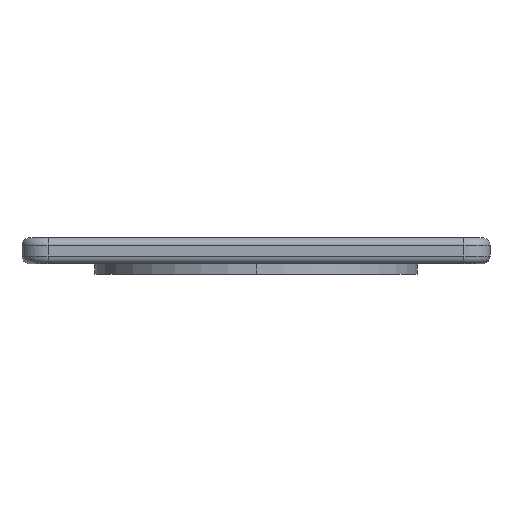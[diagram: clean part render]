
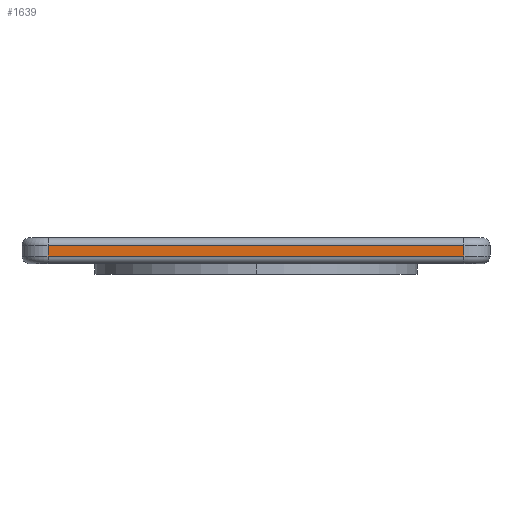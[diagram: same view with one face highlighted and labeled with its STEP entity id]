
A CAD part, left-side view. The second image highlights one B-rep face of the part: STEP entity #1639.
In plain terms, the highlighted planar face has unit normal (-1, 0, 0).
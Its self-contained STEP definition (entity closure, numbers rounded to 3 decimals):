
#127 = LINE ( 'NONE', #5202, #11633 ) ;
#145 = EDGE_LOOP ( 'NONE', ( #9631, #12782, #11959, #5844 ) ) ;
#146 = VERTEX_POINT ( 'NONE', #10754 ) ;
#1430 = FACE_OUTER_BOUND ( 'NONE', #145, .T. ) ;
#1639 = ADVANCED_FACE ( 'NONE', ( #1430 ), #4476, .F. ) ;
#1768 = DIRECTION ( 'NONE',  ( 1., 0., 0. ) ) ;
#2704 = CARTESIAN_POINT ( 'NONE',  ( -45., 45., 3.5 ) ) ;
#2783 = EDGE_CURVE ( 'NONE', #7242, #146, #4319, .T. ) ;
#4111 = DIRECTION ( 'NONE',  ( 0., 0., 1. ) ) ;
#4298 = AXIS2_PLACEMENT_3D ( 'NONE', #7571, #1768, #8890 ) ;
#4319 = LINE ( 'NONE', #2704, #4682 ) ;
#4476 = PLANE ( 'NONE',  #4298 ) ;
#4682 = VECTOR ( 'NONE', #12389, 1000. ) ;
#5168 = CARTESIAN_POINT ( 'NONE',  ( -45., -40., 1.5 ) ) ;
#5202 = CARTESIAN_POINT ( 'NONE',  ( -45., 40., 5. ) ) ;
#5844 = ORIENTED_EDGE ( 'NONE', *, *, #6832, .T. ) ;
#6016 = EDGE_CURVE ( 'NONE', #146, #12523, #127, .T. ) ;
#6769 = DIRECTION ( 'NONE',  ( 0., -1., 0. ) ) ;
#6832 = EDGE_CURVE ( 'NONE', #10494, #7242, #11241, .T. ) ;
#7242 = VERTEX_POINT ( 'NONE', #12774 ) ;
#7571 = CARTESIAN_POINT ( 'NONE',  ( -45., -45., 5. ) ) ;
#8890 = DIRECTION ( 'NONE',  ( 0., 1., 0. ) ) ;
#9228 = DIRECTION ( 'NONE',  ( 0., 0., -1. ) ) ;
#9631 = ORIENTED_EDGE ( 'NONE', *, *, #2783, .T. ) ;
#9746 = CARTESIAN_POINT ( 'NONE',  ( -45., -45., 1.5 ) ) ;
#10148 = VECTOR ( 'NONE', #4111, 1000. ) ;
#10363 = CARTESIAN_POINT ( 'NONE',  ( -45., 40., 1.5 ) ) ;
#10494 = VERTEX_POINT ( 'NONE', #5168 ) ;
#10754 = CARTESIAN_POINT ( 'NONE',  ( -45., 40., 3.5 ) ) ;
#11241 = LINE ( 'NONE', #12314, #10148 ) ;
#11504 = EDGE_CURVE ( 'NONE', #12523, #10494, #11951, .T. ) ;
#11633 = VECTOR ( 'NONE', #9228, 1000. ) ;
#11951 = LINE ( 'NONE', #9746, #12266 ) ;
#11959 = ORIENTED_EDGE ( 'NONE', *, *, #11504, .T. ) ;
#12266 = VECTOR ( 'NONE', #6769, 1000. ) ;
#12314 = CARTESIAN_POINT ( 'NONE',  ( -45., -40., 5. ) ) ;
#12389 = DIRECTION ( 'NONE',  ( 0., 1., 0. ) ) ;
#12523 = VERTEX_POINT ( 'NONE', #10363 ) ;
#12774 = CARTESIAN_POINT ( 'NONE',  ( -45., -40., 3.5 ) ) ;
#12782 = ORIENTED_EDGE ( 'NONE', *, *, #6016, .T. ) ;
